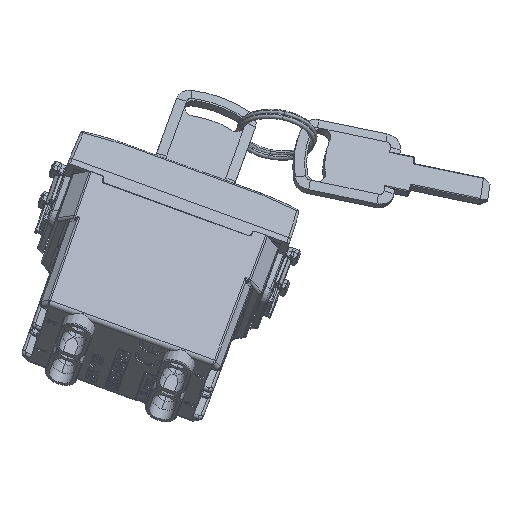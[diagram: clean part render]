
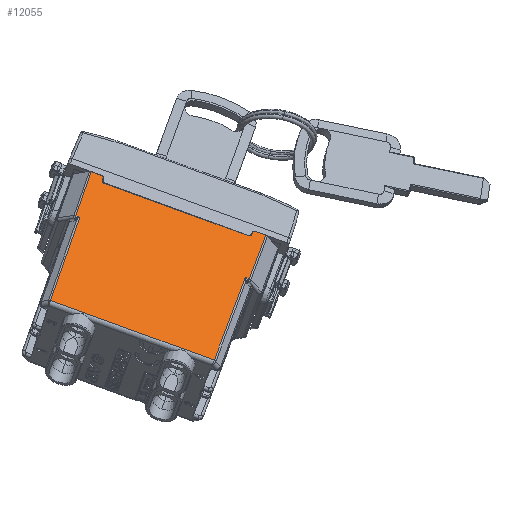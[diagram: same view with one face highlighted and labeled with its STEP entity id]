
A CAD part, left-side view. The second image highlights one B-rep face of the part: STEP entity #12055.
In plain terms, the highlighted face is planar.
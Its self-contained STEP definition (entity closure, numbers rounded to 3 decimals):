
#8493=CARTESIAN_POINT('Vertex',(-10.907,-16.622,-13.082)) ;
#8496=CARTESIAN_POINT('Line Origine',(-10.907,0.,-13.082)) ;
#8500=CARTESIAN_POINT('Vertex',(-10.907,16.622,-13.082)) ;
#11927=CARTESIAN_POINT('Axis2P3D Location',(-11.175,0.,17.575)) ;
#11932=CARTESIAN_POINT('Line Origine',(-11.162,0.,16.075)) ;
#11936=CARTESIAN_POINT('Vertex',(-11.162,14.58,16.075)) ;
#11938=CARTESIAN_POINT('Vertex',(-11.162,-14.58,16.075)) ;
#11942=CARTESIAN_POINT('Control Point',(-11.162,14.58,16.075)) ;
#11943=CARTESIAN_POINT('Control Point',(-11.162,14.755,16.075)) ;
#11944=CARTESIAN_POINT('Control Point',(-11.163,14.931,16.157)) ;
#11945=CARTESIAN_POINT('Control Point',(-11.164,15.043,16.316)) ;
#11946=CARTESIAN_POINT('Control Point',(-11.166,15.073,16.488)) ;
#11947=CARTESIAN_POINT('Vertex',(-11.166,15.073,16.488)) ;
#11951=CARTESIAN_POINT('Control Point',(-11.171,15.192,17.162)) ;
#11952=CARTESIAN_POINT('Control Point',(-11.166,15.073,16.488)) ;
#11953=CARTESIAN_POINT('Vertex',(-11.171,15.192,17.162)) ;
#11957=CARTESIAN_POINT('Control Point',(-11.171,15.192,17.162)) ;
#11958=CARTESIAN_POINT('Control Point',(-11.173,15.222,17.334)) ;
#11959=CARTESIAN_POINT('Control Point',(-11.174,15.333,17.493)) ;
#11960=CARTESIAN_POINT('Control Point',(-11.175,15.51,17.575)) ;
#11961=CARTESIAN_POINT('Control Point',(-11.175,15.684,17.575)) ;
#11962=CARTESIAN_POINT('Vertex',(-11.175,15.684,17.575)) ;
#11965=CARTESIAN_POINT('Line Origine',(-11.175,0.,17.575)) ;
#11969=CARTESIAN_POINT('Vertex',(-11.175,17.693,17.575)) ;
#11973=CARTESIAN_POINT('Control Point',(-11.175,17.693,17.575)) ;
#11974=CARTESIAN_POINT('Control Point',(-11.082,17.6,6.971)) ;
#11975=CARTESIAN_POINT('Vertex',(-11.082,17.6,6.971)) ;
#11978=CARTESIAN_POINT('Line Origine',(-11.082,0.,6.971)) ;
#11982=CARTESIAN_POINT('Vertex',(-11.082,16.797,6.971)) ;
#11986=CARTESIAN_POINT('Control Point',(-10.907,16.622,-13.082)) ;
#11987=CARTESIAN_POINT('Control Point',(-11.082,16.797,6.971)) ;
#11990=CARTESIAN_POINT('Control Point',(-10.907,-16.622,-13.082)) ;
#11991=CARTESIAN_POINT('Control Point',(-11.082,-16.797,6.971)) ;
#11992=CARTESIAN_POINT('Vertex',(-11.082,-16.797,6.971)) ;
#11995=CARTESIAN_POINT('Line Origine',(-11.082,0.,6.971)) ;
#11999=CARTESIAN_POINT('Vertex',(-11.082,-17.6,6.971)) ;
#12003=CARTESIAN_POINT('Control Point',(-11.082,-17.6,6.971)) ;
#12004=CARTESIAN_POINT('Control Point',(-11.175,-17.693,17.575)) ;
#12005=CARTESIAN_POINT('Vertex',(-11.175,-17.693,17.575)) ;
#12008=CARTESIAN_POINT('Line Origine',(-11.175,0.,17.575)) ;
#12012=CARTESIAN_POINT('Vertex',(-11.175,-15.684,17.575)) ;
#12016=CARTESIAN_POINT('Control Point',(-11.171,-15.192,17.162)) ;
#12017=CARTESIAN_POINT('Control Point',(-11.173,-15.222,17.334)) ;
#12018=CARTESIAN_POINT('Control Point',(-11.174,-15.333,17.493)) ;
#12019=CARTESIAN_POINT('Control Point',(-11.175,-15.51,17.575)) ;
#12020=CARTESIAN_POINT('Control Point',(-11.175,-15.684,17.575)) ;
#12021=CARTESIAN_POINT('Vertex',(-11.171,-15.192,17.162)) ;
#12025=CARTESIAN_POINT('Control Point',(-11.171,-15.192,17.162)) ;
#12026=CARTESIAN_POINT('Control Point',(-11.166,-15.073,16.488)) ;
#12027=CARTESIAN_POINT('Vertex',(-11.166,-15.073,16.488)) ;
#12031=CARTESIAN_POINT('Control Point',(-11.162,-14.58,16.075)) ;
#12032=CARTESIAN_POINT('Control Point',(-11.162,-14.755,16.075)) ;
#12033=CARTESIAN_POINT('Control Point',(-11.163,-14.931,16.157)) ;
#12034=CARTESIAN_POINT('Control Point',(-11.164,-15.043,16.316)) ;
#12035=CARTESIAN_POINT('Control Point',(-11.166,-15.073,16.488)) ;
#8497=DIRECTION('Vector Direction',(0.,1.,0.)) ;
#11928=DIRECTION('Axis2P3D Direction',(1.,-0.,0.009)) ;
#11929=DIRECTION('Axis2P3D XDirection',(0.,1.,0.)) ;
#11933=DIRECTION('Vector Direction',(0.,1.,0.)) ;
#11966=DIRECTION('Vector Direction',(0.,1.,0.)) ;
#11979=DIRECTION('Vector Direction',(0.,1.,0.)) ;
#11996=DIRECTION('Vector Direction',(0.,1.,0.)) ;
#12009=DIRECTION('Vector Direction',(0.,1.,0.)) ;
#11930=AXIS2_PLACEMENT_3D('Plane Axis2P3D',#11927,#11928,#11929) ;
#12038=ORIENTED_EDGE('',*,*,#11940,.F.) ;
#12039=ORIENTED_EDGE('',*,*,#11949,.T.) ;
#12040=ORIENTED_EDGE('',*,*,#11955,.F.) ;
#12041=ORIENTED_EDGE('',*,*,#11964,.F.) ;
#12042=ORIENTED_EDGE('',*,*,#11971,.T.) ;
#12043=ORIENTED_EDGE('',*,*,#11977,.F.) ;
#12044=ORIENTED_EDGE('',*,*,#11984,.T.) ;
#12045=ORIENTED_EDGE('',*,*,#11988,.T.) ;
#12046=ORIENTED_EDGE('',*,*,#8502,.T.) ;
#12047=ORIENTED_EDGE('',*,*,#11994,.T.) ;
#12048=ORIENTED_EDGE('',*,*,#12001,.T.) ;
#12049=ORIENTED_EDGE('',*,*,#12007,.T.) ;
#12050=ORIENTED_EDGE('',*,*,#12014,.T.) ;
#12051=ORIENTED_EDGE('',*,*,#12023,.F.) ;
#12052=ORIENTED_EDGE('',*,*,#12029,.T.) ;
#12053=ORIENTED_EDGE('',*,*,#12036,.T.) ;
#8498=VECTOR('Line Direction',#8497,1.) ;
#11934=VECTOR('Line Direction',#11933,1.) ;
#11967=VECTOR('Line Direction',#11966,1.) ;
#11980=VECTOR('Line Direction',#11979,1.) ;
#11997=VECTOR('Line Direction',#11996,1.) ;
#12010=VECTOR('Line Direction',#12009,1.) ;
#12055=ADVANCED_FACE('PartBody',(#12054),#11931,.F.) ;
#11941=B_SPLINE_CURVE_WITH_KNOTS('',4,(#11942,#11943,#11944,#11945,#11946),.UNSPECIFIED.,.F.,.U.,(5,5),(0.,0.987),.UNSPECIFIED.) ;
#11950=B_SPLINE_CURVE_WITH_KNOTS('',1,(#11951,#11952),.UNSPECIFIED.,.F.,.U.,(2,2),(-0.342,0.342),.UNSPECIFIED.) ;
#11956=B_SPLINE_CURVE_WITH_KNOTS('',4,(#11957,#11958,#11959,#11960,#11961),.UNSPECIFIED.,.F.,.U.,(5,5),(0.,0.987),.UNSPECIFIED.) ;
#11972=B_SPLINE_CURVE_WITH_KNOTS('',1,(#11973,#11974),.UNSPECIFIED.,.F.,.U.,(2,2),(-15.726,-5.121),.UNSPECIFIED.) ;
#11985=B_SPLINE_CURVE_WITH_KNOTS('',1,(#11986,#11987),.UNSPECIFIED.,.F.,.U.,(2,2),(-14.933,5.121),.UNSPECIFIED.) ;
#11989=B_SPLINE_CURVE_WITH_KNOTS('',1,(#11990,#11991),.UNSPECIFIED.,.F.,.U.,(2,2),(-14.933,5.121),.UNSPECIFIED.) ;
#12002=B_SPLINE_CURVE_WITH_KNOTS('',1,(#12003,#12004),.UNSPECIFIED.,.F.,.U.,(2,2),(5.121,15.726),.UNSPECIFIED.) ;
#12015=B_SPLINE_CURVE_WITH_KNOTS('',4,(#12016,#12017,#12018,#12019,#12020),.UNSPECIFIED.,.F.,.U.,(5,5),(0.,0.987),.UNSPECIFIED.) ;
#12024=B_SPLINE_CURVE_WITH_KNOTS('',1,(#12025,#12026),.UNSPECIFIED.,.F.,.U.,(2,2),(-0.342,0.342),.UNSPECIFIED.) ;
#12030=B_SPLINE_CURVE_WITH_KNOTS('',4,(#12031,#12032,#12033,#12034,#12035),.UNSPECIFIED.,.F.,.U.,(5,5),(0.,0.987),.UNSPECIFIED.) ;
#8502=EDGE_CURVE('',#8501,#8494,#8499,.F.) ;
#11940=EDGE_CURVE('',#11937,#11939,#11935,.F.) ;
#11949=EDGE_CURVE('',#11937,#11948,#11941,.T.) ;
#11955=EDGE_CURVE('',#11954,#11948,#11950,.T.) ;
#11964=EDGE_CURVE('',#11963,#11954,#11956,.F.) ;
#11971=EDGE_CURVE('',#11963,#11970,#11968,.T.) ;
#11977=EDGE_CURVE('',#11976,#11970,#11972,.F.) ;
#11984=EDGE_CURVE('',#11976,#11983,#11981,.F.) ;
#11988=EDGE_CURVE('',#11983,#8501,#11985,.F.) ;
#11994=EDGE_CURVE('',#8494,#11993,#11989,.T.) ;
#12001=EDGE_CURVE('',#11993,#12000,#11998,.F.) ;
#12007=EDGE_CURVE('',#12000,#12006,#12002,.T.) ;
#12014=EDGE_CURVE('',#12006,#12013,#12011,.T.) ;
#12023=EDGE_CURVE('',#12022,#12013,#12015,.T.) ;
#12029=EDGE_CURVE('',#12022,#12028,#12024,.T.) ;
#12036=EDGE_CURVE('',#12028,#11939,#12030,.F.) ;
#12037=EDGE_LOOP('',(#12038,#12039,#12040,#12041,#12042,#12043,#12044,#12045,#12046,#12047,#12048,#12049,#12050,#12051,#12052,#12053)) ;
#12054=FACE_OUTER_BOUND('',#12037,.T.) ;
#8499=LINE('Line',#8496,#8498) ;
#11935=LINE('Line',#11932,#11934) ;
#11968=LINE('Line',#11965,#11967) ;
#11981=LINE('Line',#11978,#11980) ;
#11998=LINE('Line',#11995,#11997) ;
#12011=LINE('Line',#12008,#12010) ;
#11931=PLANE('',#11930) ;
#8494=VERTEX_POINT('',#8493) ;
#8501=VERTEX_POINT('',#8500) ;
#11937=VERTEX_POINT('',#11936) ;
#11939=VERTEX_POINT('',#11938) ;
#11948=VERTEX_POINT('',#11947) ;
#11954=VERTEX_POINT('',#11953) ;
#11963=VERTEX_POINT('',#11962) ;
#11970=VERTEX_POINT('',#11969) ;
#11976=VERTEX_POINT('',#11975) ;
#11983=VERTEX_POINT('',#11982) ;
#11993=VERTEX_POINT('',#11992) ;
#12000=VERTEX_POINT('',#11999) ;
#12006=VERTEX_POINT('',#12005) ;
#12013=VERTEX_POINT('',#12012) ;
#12022=VERTEX_POINT('',#12021) ;
#12028=VERTEX_POINT('',#12027) ;
